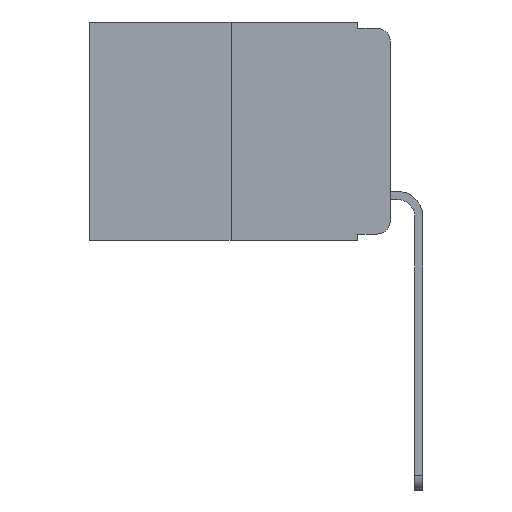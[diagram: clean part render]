
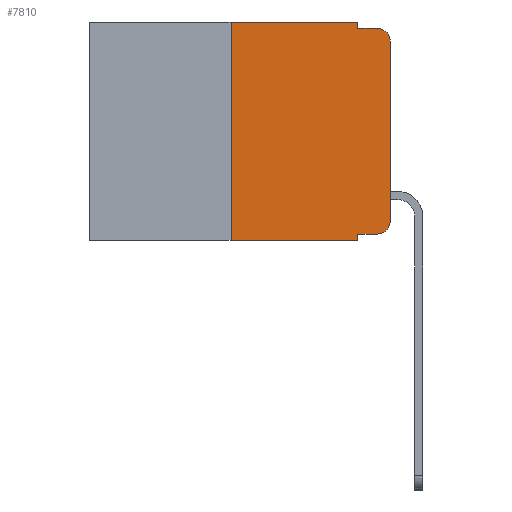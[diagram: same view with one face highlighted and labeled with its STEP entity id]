
A CAD part, left-side view. The second image highlights one B-rep face of the part: STEP entity #7810.
In plain terms, the highlighted planar face has unit normal (-1, 0, 0).
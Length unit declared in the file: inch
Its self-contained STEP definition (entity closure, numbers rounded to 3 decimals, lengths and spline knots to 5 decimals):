
#43 = EDGE_CURVE ( 'NONE', #4160, #2039, #9969, .T. ) ;
#234 = DIRECTION ( 'NONE',  ( 0., 0., -1. ) ) ;
#399 = ORIENTED_EDGE ( 'NONE', *, *, #5231, .T. ) ;
#547 = VERTEX_POINT ( 'NONE', #6437 ) ;
#1023 = DIRECTION ( 'NONE',  ( 0., 0., -1. ) ) ;
#1207 = FACE_OUTER_BOUND ( 'NONE', #7035, .T. ) ;
#1281 = CARTESIAN_POINT ( 'NONE',  ( 0., 0.02, -0.333 ) ) ;
#1463 = CARTESIAN_POINT ( 'NONE',  ( 0., 0.02, -0.03 ) ) ;
#1863 = ORIENTED_EDGE ( 'NONE', *, *, #4499, .T. ) ;
#2039 = VERTEX_POINT ( 'NONE', #11789 ) ;
#2135 = VERTEX_POINT ( 'NONE', #16191 ) ;
#2709 = DIRECTION ( 'NONE',  ( 0., -1., 0. ) ) ;
#2778 = VERTEX_POINT ( 'NONE', #10316 ) ;
#3091 = CARTESIAN_POINT ( 'NONE',  ( 0., 0.473, -0.343 ) ) ;
#3135 = LINE ( 'NONE', #4359, #11528 ) ;
#3210 = DIRECTION ( 'NONE',  ( 0., 0., -1. ) ) ;
#3463 = ORIENTED_EDGE ( 'NONE', *, *, #4700, .F. ) ;
#3638 = CARTESIAN_POINT ( 'NONE',  ( 0., 0., 0. ) ) ;
#3794 = LINE ( 'NONE', #3091, #15293 ) ;
#3881 = CARTESIAN_POINT ( 'NONE',  ( 0., 0.25, 0. ) ) ;
#4160 = VERTEX_POINT ( 'NONE', #3881 ) ;
#4359 = CARTESIAN_POINT ( 'NONE',  ( 0., 0.051, -0.333 ) ) ;
#4388 = EDGE_CURVE ( 'NONE', #547, #2135, #8348, .T. ) ;
#4391 = EDGE_CURVE ( 'NONE', #6590, #2135, #14947, .T. ) ;
#4499 = EDGE_CURVE ( 'NONE', #5289, #547, #17553, .T. ) ;
#4559 = EDGE_CURVE ( 'NONE', #2039, #6590, #7124, .T. ) ;
#4658 = EDGE_CURVE ( 'NONE', #19361, #17649, #3135, .T. ) ;
#4696 = EDGE_CURVE ( 'NONE', #19361, #17938, #10186, .T. ) ;
#4700 = EDGE_CURVE ( 'NONE', #2778, #4160, #13878, .T. ) ;
#5231 = EDGE_CURVE ( 'NONE', #17649, #5289, #14223, .T. ) ;
#5289 = VERTEX_POINT ( 'NONE', #6480 ) ;
#5308 = EDGE_CURVE ( 'NONE', #2778, #17938, #3794, .T. ) ;
#5552 = VECTOR ( 'NONE', #15005, 39.37008 ) ;
#6437 = CARTESIAN_POINT ( 'NONE',  ( 0., 0., -0.03 ) ) ;
#6480 = CARTESIAN_POINT ( 'NONE',  ( 0., 0., -0.313 ) ) ;
#6590 = VERTEX_POINT ( 'NONE', #19356 ) ;
#7035 = EDGE_LOOP ( 'NONE', ( #1863, #10906, #18224, #7446, #11355, #3463, #19089, #12218, #12667, #399 ) ) ;
#7124 = LINE ( 'NONE', #11729, #10167 ) ;
#7206 = CARTESIAN_POINT ( 'NONE',  ( 0., 0.051, -0.333 ) ) ;
#7404 = CARTESIAN_POINT ( 'NONE',  ( 0., 0.473, 0. ) ) ;
#7446 = ORIENTED_EDGE ( 'NONE', *, *, #4559, .F. ) ;
#7810 = ADVANCED_FACE ( 'NONE', ( #1207 ), #17935, .F. ) ;
#8092 = VECTOR ( 'NONE', #8650, 39.37008 ) ;
#8181 = CARTESIAN_POINT ( 'NONE',  ( 0., 0.051, -0.01 ) ) ;
#8348 = CIRCLE ( 'NONE', #13187, 0.02 ) ;
#8650 = DIRECTION ( 'NONE',  ( 0., 0., 1. ) ) ;
#9507 = VECTOR ( 'NONE', #2709, 39.37008 ) ;
#9969 = LINE ( 'NONE', #7404, #9507 ) ;
#10167 = VECTOR ( 'NONE', #13108, 39.37008 ) ;
#10186 = LINE ( 'NONE', #19081, #13439 ) ;
#10193 = DIRECTION ( 'NONE',  ( -1., 0., 0. ) ) ;
#10316 = CARTESIAN_POINT ( 'NONE',  ( 0., 0.25, -0.343 ) ) ;
#10835 = CARTESIAN_POINT ( 'NONE',  ( 0., 0.25, 0. ) ) ;
#10906 = ORIENTED_EDGE ( 'NONE', *, *, #4388, .T. ) ;
#11094 = DIRECTION ( 'NONE',  ( 0., 0., -1. ) ) ;
#11289 = VECTOR ( 'NONE', #19346, 39.37008 ) ;
#11355 = ORIENTED_EDGE ( 'NONE', *, *, #43, .F. ) ;
#11528 = VECTOR ( 'NONE', #13432, 39.37008 ) ;
#11729 = CARTESIAN_POINT ( 'NONE',  ( 0., 0.051, 0. ) ) ;
#11789 = CARTESIAN_POINT ( 'NONE',  ( 0., 0.051, 0. ) ) ;
#12218 = ORIENTED_EDGE ( 'NONE', *, *, #4696, .F. ) ;
#12509 = DIRECTION ( 'NONE',  ( -1., 0., 0. ) ) ;
#12623 = AXIS2_PLACEMENT_3D ( 'NONE', #16561, #19339, #11094 ) ;
#12667 = ORIENTED_EDGE ( 'NONE', *, *, #4658, .T. ) ;
#13108 = DIRECTION ( 'NONE',  ( 0., 0., -1. ) ) ;
#13187 = AXIS2_PLACEMENT_3D ( 'NONE', #1463, #12509, #3210 ) ;
#13432 = DIRECTION ( 'NONE',  ( 0., -1., 0. ) ) ;
#13439 = VECTOR ( 'NONE', #1023, 39.37008 ) ;
#13660 = DIRECTION ( 'NONE',  ( 0., -1., 0. ) ) ;
#13878 = LINE ( 'NONE', #10835, #5552 ) ;
#14223 = CIRCLE ( 'NONE', #17885, 0.02 ) ;
#14947 = LINE ( 'NONE', #8181, #11289 ) ;
#15005 = DIRECTION ( 'NONE',  ( 0., 0., 1. ) ) ;
#15293 = VECTOR ( 'NONE', #13660, 39.37008 ) ;
#15504 = CARTESIAN_POINT ( 'NONE',  ( 0., 0.051, -0.343 ) ) ;
#16191 = CARTESIAN_POINT ( 'NONE',  ( 0., 0.02, -0.01 ) ) ;
#16561 = CARTESIAN_POINT ( 'NONE',  ( 0., 0.473, 0. ) ) ;
#17553 = LINE ( 'NONE', #3638, #8092 ) ;
#17649 = VERTEX_POINT ( 'NONE', #1281 ) ;
#17885 = AXIS2_PLACEMENT_3D ( 'NONE', #18460, #10193, #234 ) ;
#17935 = PLANE ( 'NONE',  #12623 ) ;
#17938 = VERTEX_POINT ( 'NONE', #15504 ) ;
#18224 = ORIENTED_EDGE ( 'NONE', *, *, #4391, .F. ) ;
#18460 = CARTESIAN_POINT ( 'NONE',  ( 0., 0.02, -0.313 ) ) ;
#19081 = CARTESIAN_POINT ( 'NONE',  ( 0., 0.051, 0. ) ) ;
#19089 = ORIENTED_EDGE ( 'NONE', *, *, #5308, .T. ) ;
#19339 = DIRECTION ( 'NONE',  ( 1., 0., 0. ) ) ;
#19346 = DIRECTION ( 'NONE',  ( 0., -1., 0. ) ) ;
#19356 = CARTESIAN_POINT ( 'NONE',  ( 0., 0.051, -0.01 ) ) ;
#19361 = VERTEX_POINT ( 'NONE', #7206 ) ;
